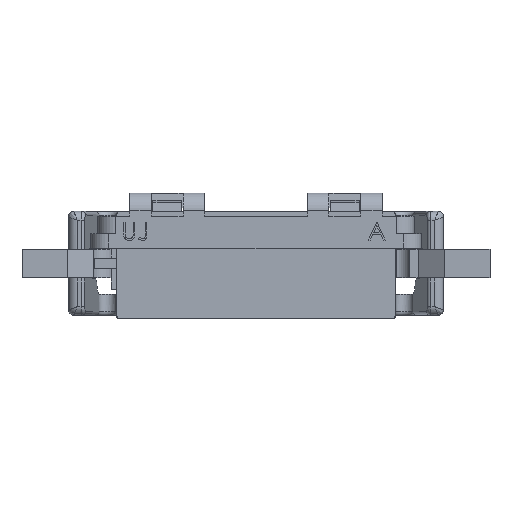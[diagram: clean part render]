
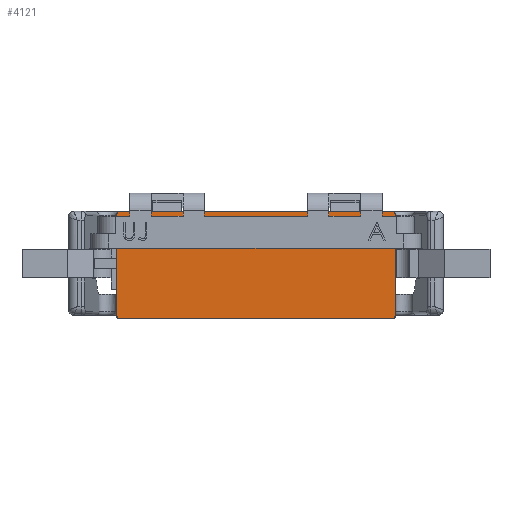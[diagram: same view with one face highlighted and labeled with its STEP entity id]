
A CAD part, top view. The second image highlights one B-rep face of the part: STEP entity #4121.
In plain terms, the highlighted planar face has unit normal (0, 0, 1).
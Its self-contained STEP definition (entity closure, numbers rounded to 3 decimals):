
#144 = ORIENTED_EDGE ( 'NONE', *, *, #14997, .T. ) ;
#267 = DIRECTION ( 'NONE',  ( 0., 0., 1. ) ) ;
#385 = CARTESIAN_POINT ( 'NONE',  ( -0.35, 0., 0. ) ) ;
#413 = ORIENTED_EDGE ( 'NONE', *, *, #4586, .T. ) ;
#804 = DIRECTION ( 'NONE',  ( 0., 1., 0. ) ) ;
#852 = EDGE_CURVE ( 'NONE', #1031, #932, #3435, .T. ) ;
#932 = VERTEX_POINT ( 'NONE', #1940 ) ;
#995 = LINE ( 'NONE', #9749, #11995 ) ;
#1031 = VERTEX_POINT ( 'NONE', #17120 ) ;
#1522 = CARTESIAN_POINT ( 'NONE',  ( 15.15, -6.04, 0. ) ) ;
#1940 = CARTESIAN_POINT ( 'NONE',  ( -0.15, -6.04, 0. ) ) ;
#2033 = VECTOR ( 'NONE', #12194, 1000. ) ;
#2151 = DIRECTION ( 'NONE',  ( 0., 0., 1. ) ) ;
#2493 = CARTESIAN_POINT ( 'NONE',  ( 15.15, -5.84, 0. ) ) ;
#2577 = EDGE_CURVE ( 'NONE', #17563, #9822, #995, .T. ) ;
#2729 = AXIS2_PLACEMENT_3D ( 'NONE', #2493, #12931, #3975 ) ;
#3005 = DIRECTION ( 'NONE',  ( 0., 0., 1. ) ) ;
#3331 = EDGE_CURVE ( 'NONE', #14226, #16775, #15245, .T. ) ;
#3435 = CIRCLE ( 'NONE', #7141, 0.2 ) ;
#3975 = DIRECTION ( 'NONE',  ( 1., 0., 0. ) ) ;
#4121 = ADVANCED_FACE ( 'NONE', ( #18780 ), #16416, .T. ) ;
#4282 = CIRCLE ( 'NONE', #5859, 0.2 ) ;
#4586 = EDGE_CURVE ( 'NONE', #16011, #14226, #6016, .T. ) ;
#4759 = DIRECTION ( 'NONE',  ( 0., 0., 1. ) ) ;
#5859 = AXIS2_PLACEMENT_3D ( 'NONE', #11110, #2151, #12613 ) ;
#5967 = EDGE_CURVE ( 'NONE', #932, #14703, #14866, .T. ) ;
#6016 = LINE ( 'NONE', #10697, #2033 ) ;
#6096 = ORIENTED_EDGE ( 'NONE', *, *, #2577, .T. ) ;
#6558 = DIRECTION ( 'NONE',  ( 0., -1., 0. ) ) ;
#7141 = AXIS2_PLACEMENT_3D ( 'NONE', #9195, #267, #10700 ) ;
#7194 = LINE ( 'NONE', #385, #7654 ) ;
#7465 = CARTESIAN_POINT ( 'NONE',  ( 15.35, -5.84, 0. ) ) ;
#7566 = ORIENTED_EDGE ( 'NONE', *, *, #9821, .T. ) ;
#7573 = ORIENTED_EDGE ( 'NONE', *, *, #5967, .T. ) ;
#7654 = VECTOR ( 'NONE', #6558, 1000. ) ;
#9195 = CARTESIAN_POINT ( 'NONE',  ( -0.15, -5.84, 0. ) ) ;
#9408 = EDGE_LOOP ( 'NONE', ( #7573, #144, #6096, #13533, #413, #18546, #7566, #16519 ) ) ;
#9564 = CARTESIAN_POINT ( 'NONE',  ( 15.15, 0., 0. ) ) ;
#9749 = CARTESIAN_POINT ( 'NONE',  ( 15.35, -6.04, 0. ) ) ;
#9821 = EDGE_CURVE ( 'NONE', #16775, #1031, #7194, .T. ) ;
#9822 = VERTEX_POINT ( 'NONE', #12506 ) ;
#10450 = CARTESIAN_POINT ( 'NONE',  ( 0., 0., 0. ) ) ;
#10697 = CARTESIAN_POINT ( 'NONE',  ( 1.25, 0., 0. ) ) ;
#10700 = DIRECTION ( 'NONE',  ( 1., 0., 0. ) ) ;
#10888 = CARTESIAN_POINT ( 'NONE',  ( -0.15, 0., 0. ) ) ;
#11058 = DIRECTION ( 'NONE',  ( 1., 0., 0. ) ) ;
#11110 = CARTESIAN_POINT ( 'NONE',  ( 15.15, -0.2, 0. ) ) ;
#11995 = VECTOR ( 'NONE', #804, 1000. ) ;
#12194 = DIRECTION ( 'NONE',  ( -1., 0., 0. ) ) ;
#12506 = CARTESIAN_POINT ( 'NONE',  ( 15.35, -0.2, 0. ) ) ;
#12613 = DIRECTION ( 'NONE',  ( 1., 0., 0. ) ) ;
#12931 = DIRECTION ( 'NONE',  ( 0., 0., 1. ) ) ;
#13132 = CARTESIAN_POINT ( 'NONE',  ( -0.35, -0.2, 0. ) ) ;
#13454 = DIRECTION ( 'NONE',  ( 1., 0., 0. ) ) ;
#13533 = ORIENTED_EDGE ( 'NONE', *, *, #16526, .T. ) ;
#13727 = CARTESIAN_POINT ( 'NONE',  ( -0.15, -0.2, 0. ) ) ;
#14070 = CARTESIAN_POINT ( 'NONE',  ( 0., -6.04, 0. ) ) ;
#14226 = VERTEX_POINT ( 'NONE', #10888 ) ;
#14703 = VERTEX_POINT ( 'NONE', #1522 ) ;
#14866 = LINE ( 'NONE', #14070, #18870 ) ;
#14997 = EDGE_CURVE ( 'NONE', #14703, #17563, #15814, .T. ) ;
#15238 = DIRECTION ( 'NONE',  ( 1., 0., 0. ) ) ;
#15245 = CIRCLE ( 'NONE', #16844, 0.2 ) ;
#15814 = CIRCLE ( 'NONE', #2729, 0.2 ) ;
#16011 = VERTEX_POINT ( 'NONE', #9564 ) ;
#16416 = PLANE ( 'NONE',  #18956 ) ;
#16519 = ORIENTED_EDGE ( 'NONE', *, *, #852, .T. ) ;
#16526 = EDGE_CURVE ( 'NONE', #9822, #16011, #4282, .T. ) ;
#16775 = VERTEX_POINT ( 'NONE', #13132 ) ;
#16844 = AXIS2_PLACEMENT_3D ( 'NONE', #13727, #4759, #15238 ) ;
#17120 = CARTESIAN_POINT ( 'NONE',  ( -0.35, -5.84, 0. ) ) ;
#17563 = VERTEX_POINT ( 'NONE', #7465 ) ;
#18546 = ORIENTED_EDGE ( 'NONE', *, *, #3331, .T. ) ;
#18780 = FACE_OUTER_BOUND ( 'NONE', #9408, .T. ) ;
#18870 = VECTOR ( 'NONE', #11058, 1000. ) ;
#18956 = AXIS2_PLACEMENT_3D ( 'NONE', #10450, #3005, #13454 ) ;
